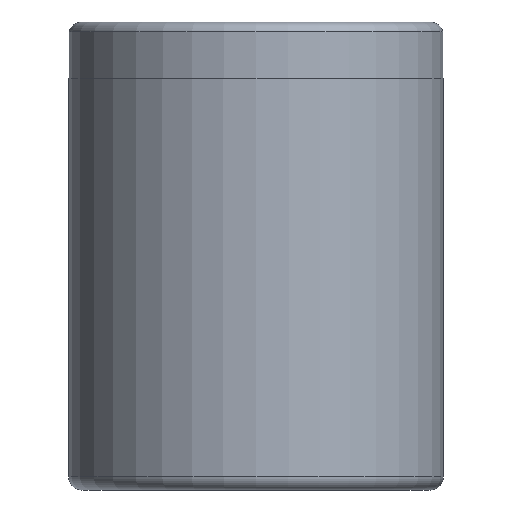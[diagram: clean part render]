
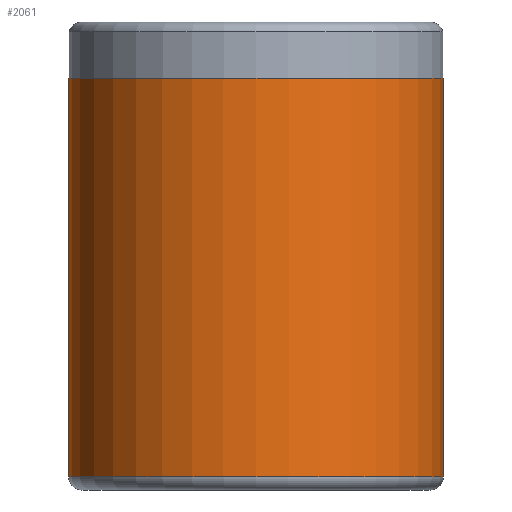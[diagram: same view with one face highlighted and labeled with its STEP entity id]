
A CAD part, front view. The second image highlights one B-rep face of the part: STEP entity #2061.
In plain terms, the highlighted cylindrical face has radius 10 mm (diameter 20 mm), a partial arc.
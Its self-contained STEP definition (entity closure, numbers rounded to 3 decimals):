
#222 = DIRECTION ( 'NONE',  ( -1., 0., 0. ) ) ;
#537 = ORIENTED_EDGE ( 'NONE', *, *, #5828, .T. ) ;
#1025 = ORIENTED_EDGE ( 'NONE', *, *, #7534, .F. ) ;
#1277 = CARTESIAN_POINT ( 'NONE',  ( 10., 0., 0.7 ) ) ;
#1360 = DIRECTION ( 'NONE',  ( 0., 0., -1. ) ) ;
#1559 = DIRECTION ( 'NONE',  ( 0., 0., 1. ) ) ;
#1832 = AXIS2_PLACEMENT_3D ( 'NONE', #8601, #3685, #222 ) ;
#1931 = VERTEX_POINT ( 'NONE', #3771 ) ;
#2002 = EDGE_LOOP ( 'NONE', ( #1025, #7940, #7020, #537 ) ) ;
#2061 = ADVANCED_FACE ( 'NONE', ( #7822 ), #6107, .T. ) ;
#2392 = CARTESIAN_POINT ( 'NONE',  ( 10., 0., 22. ) ) ;
#2666 = CARTESIAN_POINT ( 'NONE',  ( -10., 0., 25. ) ) ;
#2704 = CIRCLE ( 'NONE', #6063, 10. ) ;
#3349 = DIRECTION ( 'NONE',  ( 1., 0., 0. ) ) ;
#3446 = CIRCLE ( 'NONE', #3664, 10. ) ;
#3664 = AXIS2_PLACEMENT_3D ( 'NONE', #8069, #1559, #3349 ) ;
#3685 = DIRECTION ( 'NONE',  ( 0., 0., -1. ) ) ;
#3771 = CARTESIAN_POINT ( 'NONE',  ( -10., 0., 22. ) ) ;
#4710 = VERTEX_POINT ( 'NONE', #1277 ) ;
#4914 = VERTEX_POINT ( 'NONE', #8712 ) ;
#4924 = EDGE_CURVE ( 'NONE', #1931, #7326, #2704, .T. ) ;
#5117 = LINE ( 'NONE', #6190, #5142 ) ;
#5142 = VECTOR ( 'NONE', #1360, 1000. ) ;
#5828 = EDGE_CURVE ( 'NONE', #4914, #4710, #3446, .T. ) ;
#5946 = LINE ( 'NONE', #2666, #6019 ) ;
#6019 = VECTOR ( 'NONE', #7457, 1000. ) ;
#6063 = AXIS2_PLACEMENT_3D ( 'NONE', #8628, #8620, #8594 ) ;
#6107 = CYLINDRICAL_SURFACE ( 'NONE', #1832, 10. ) ;
#6190 = CARTESIAN_POINT ( 'NONE',  ( 10., 0., 25. ) ) ;
#7020 = ORIENTED_EDGE ( 'NONE', *, *, #8625, .T. ) ;
#7326 = VERTEX_POINT ( 'NONE', #2392 ) ;
#7457 = DIRECTION ( 'NONE',  ( 0., 0., -1. ) ) ;
#7534 = EDGE_CURVE ( 'NONE', #7326, #4710, #5117, .T. ) ;
#7822 = FACE_OUTER_BOUND ( 'NONE', #2002, .T. ) ;
#7940 = ORIENTED_EDGE ( 'NONE', *, *, #4924, .F. ) ;
#8069 = CARTESIAN_POINT ( 'NONE',  ( 0., 0., 0.7 ) ) ;
#8594 = DIRECTION ( 'NONE',  ( 1., 0., 0. ) ) ;
#8601 = CARTESIAN_POINT ( 'NONE',  ( 0., 0., 25. ) ) ;
#8620 = DIRECTION ( 'NONE',  ( 0., 0., 1. ) ) ;
#8625 = EDGE_CURVE ( 'NONE', #1931, #4914, #5946, .T. ) ;
#8628 = CARTESIAN_POINT ( 'NONE',  ( 0., 0., 22. ) ) ;
#8712 = CARTESIAN_POINT ( 'NONE',  ( -10., 0., 0.7 ) ) ;
